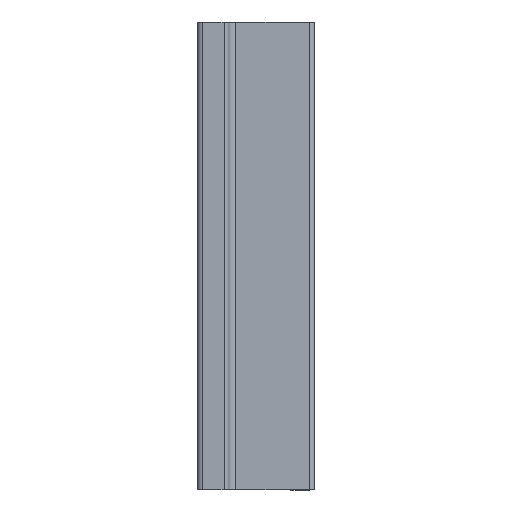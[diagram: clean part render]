
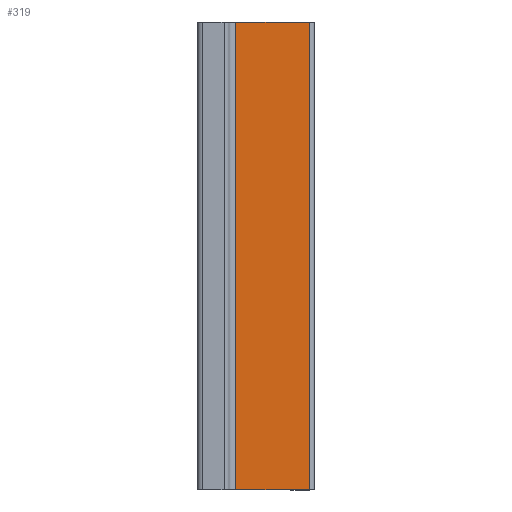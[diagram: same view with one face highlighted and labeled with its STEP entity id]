
A CAD part, top view. The second image highlights one B-rep face of the part: STEP entity #319.
In plain terms, the highlighted planar face has unit normal (0, 0, 1).
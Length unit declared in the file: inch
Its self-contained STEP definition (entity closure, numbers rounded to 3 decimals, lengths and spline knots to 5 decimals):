
#256=CARTESIAN_POINT('',(0.187,-2.527,-0.56));
#257=VERTEX_POINT('',#256);
#265=CARTESIAN_POINT('',(0.187,3.473,-0.56));
#266=VERTEX_POINT('',#265);
#267=CARTESIAN_POINT('',(0.187,0.473,-0.56));
#268=DIRECTION('',(0.,1.,0.));
#269=VECTOR('',#268,1.);
#270=LINE('',#267,#269);
#271=EDGE_CURVE('',#257,#266,#270,.T.);
#289=CARTESIAN_POINT('',(1.133,-2.527,-0.56));
#290=VERTEX_POINT('',#289);
#291=CARTESIAN_POINT('',(0.187,-2.527,-0.56));
#292=DIRECTION('',(1.,0.,0.));
#293=VECTOR('',#292,1.);
#294=LINE('',#291,#293);
#295=EDGE_CURVE('',#257,#290,#294,.T.);
#296=ORIENTED_EDGE('',*,*,#295,.T.);
#297=CARTESIAN_POINT('',(1.133,3.473,-0.56));
#298=VERTEX_POINT('',#297);
#299=CARTESIAN_POINT('',(1.133,0.473,-0.56));
#300=DIRECTION('',(0.,-1.,0.));
#301=VECTOR('',#300,1.);
#302=LINE('',#299,#301);
#303=EDGE_CURVE('',#298,#290,#302,.T.);
#304=ORIENTED_EDGE('',*,*,#303,.F.);
#305=CARTESIAN_POINT('',(0.187,3.473,-0.56));
#306=DIRECTION('',(-1.,0.,0.));
#307=VECTOR('',#306,1.);
#308=LINE('',#305,#307);
#309=EDGE_CURVE('',#298,#266,#308,.T.);
#310=ORIENTED_EDGE('',*,*,#309,.T.);
#311=ORIENTED_EDGE('',*,*,#271,.F.);
#312=EDGE_LOOP('',(#296,#304,#310,#311));
#313=FACE_OUTER_BOUND('',#312,.T.);
#314=CARTESIAN_POINT('',(0.66,0.473,-0.56));
#315=DIRECTION('',(0.,0.,1.));
#316=DIRECTION('',(-1.,0.,0.));
#317=AXIS2_PLACEMENT_3D('',#314,#315,#316);
#318=PLANE('',#317);
#319=ADVANCED_FACE('',(#313),#318,.T.);
